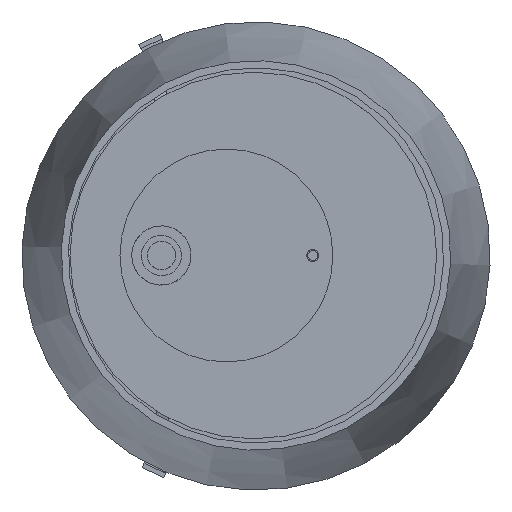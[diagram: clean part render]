
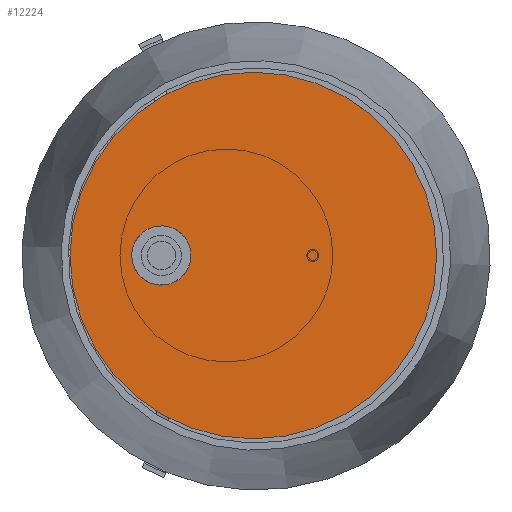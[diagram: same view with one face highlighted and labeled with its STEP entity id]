
A CAD part, top view. The second image highlights one B-rep face of the part: STEP entity #12224.
In plain terms, the highlighted planar face has unit normal (0, 0, 1).
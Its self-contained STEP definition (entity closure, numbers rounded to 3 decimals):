
#525=FACE_BOUND('',#2016,.T.);
#706=PLANE('',#13716);
#1272=FACE_OUTER_BOUND('',#2015,.T.);
#2015=EDGE_LOOP('',(#9081));
#2016=EDGE_LOOP('',(#9082,#9083,#9084,#9085,#9086,#9087));
#2714=LINE('',#20373,#3809);
#2717=LINE('',#20379,#3812);
#2721=LINE('',#20391,#3816);
#2724=LINE('',#20396,#3819);
#3809=VECTOR('',#15560,10.);
#3812=VECTOR('',#15565,10.);
#3816=VECTOR('',#15577,10.);
#3819=VECTOR('',#15582,10.);
#5019=CIRCLE('',#13704,5.);
#5021=CIRCLE('',#13709,5.);
#5023=CIRCLE('',#13714,77.5);
#5590=VERTEX_POINT('',#20363);
#5591=VERTEX_POINT('',#20364);
#5594=VERTEX_POINT('',#20372);
#5596=VERTEX_POINT('',#20378);
#5598=VERTEX_POINT('',#20384);
#5600=VERTEX_POINT('',#20390);
#5602=VERTEX_POINT('',#20399);
#6887=EDGE_CURVE('',#5590,#5591,#5019,.T.);
#6891=EDGE_CURVE('',#5591,#5594,#2714,.T.);
#6894=EDGE_CURVE('',#5594,#5596,#2717,.T.);
#6897=EDGE_CURVE('',#5596,#5598,#5021,.T.);
#6900=EDGE_CURVE('',#5598,#5600,#2721,.T.);
#6903=EDGE_CURVE('',#5600,#5590,#2724,.T.);
#6905=EDGE_CURVE('',#5602,#5602,#5023,.T.);
#9081=ORIENTED_EDGE('',*,*,#6905,.F.);
#9082=ORIENTED_EDGE('',*,*,#6887,.T.);
#9083=ORIENTED_EDGE('',*,*,#6891,.T.);
#9084=ORIENTED_EDGE('',*,*,#6894,.T.);
#9085=ORIENTED_EDGE('',*,*,#6897,.T.);
#9086=ORIENTED_EDGE('',*,*,#6900,.T.);
#9087=ORIENTED_EDGE('',*,*,#6903,.T.);
#12224=ADVANCED_FACE('',(#1272,#525),#706,.F.);
#13704=AXIS2_PLACEMENT_3D('',#20365,#15552,#15553);
#13709=AXIS2_PLACEMENT_3D('',#20385,#15570,#15571);
#13714=AXIS2_PLACEMENT_3D('',#20400,#15586,#15587);
#13716=AXIS2_PLACEMENT_3D('',#20404,#15591,#15592);
#15552=DIRECTION('center_axis',(0.,0.,-1.));
#15553=DIRECTION('ref_axis',(-0.84,-0.543,0.));
#15560=DIRECTION('',(0.,-1.,0.));
#15565=DIRECTION('',(-1.,0.,0.));
#15570=DIRECTION('center_axis',(0.,0.,-1.));
#15571=DIRECTION('ref_axis',(0.84,0.543,0.));
#15577=DIRECTION('',(-1.,0.,0.));
#15582=DIRECTION('',(0.,1.,0.));
#15586=DIRECTION('center_axis',(0.,0.,-1.));
#15587=DIRECTION('ref_axis',(-1.,0.,0.));
#15591=DIRECTION('center_axis',(0.,0.,-1.));
#15592=DIRECTION('ref_axis',(-1.,0.,0.));
#20363=CARTESIAN_POINT('',(-4.2,-32.037,1.2));
#20364=CARTESIAN_POINT('',(4.2,-32.037,1.2));
#20365=CARTESIAN_POINT('Origin',(0.,-34.75,1.2));
#20372=CARTESIAN_POINT('',(4.2,-42.,1.2));
#20373=CARTESIAN_POINT('',(4.2,-18.5,1.2));
#20378=CARTESIAN_POINT('',(4.176,-42.,1.2));
#20379=CARTESIAN_POINT('',(2.1,-42.,1.2));
#20384=CARTESIAN_POINT('',(-4.176,-42.,1.2));
#20385=CARTESIAN_POINT('Origin',(0.,-39.25,1.2));
#20390=CARTESIAN_POINT('',(-4.2,-42.,1.2));
#20391=CARTESIAN_POINT('',(-2.088,-42.,1.2));
#20396=CARTESIAN_POINT('',(-4.2,-21.,1.2));
#20399=CARTESIAN_POINT('',(77.5,0.,1.2));
#20400=CARTESIAN_POINT('Origin',(0.,0.,1.2));
#20404=CARTESIAN_POINT('Origin',(0.,0.,1.2));
